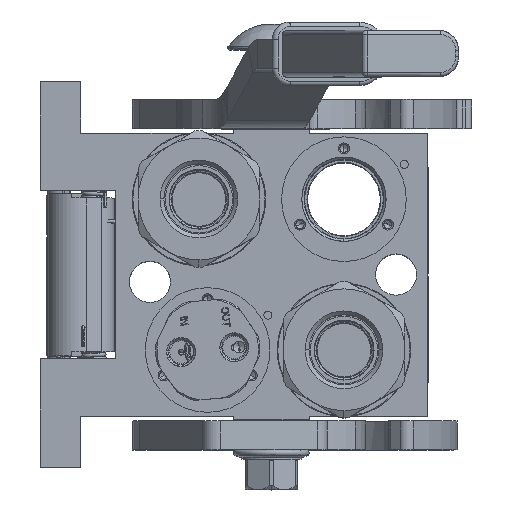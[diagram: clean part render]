
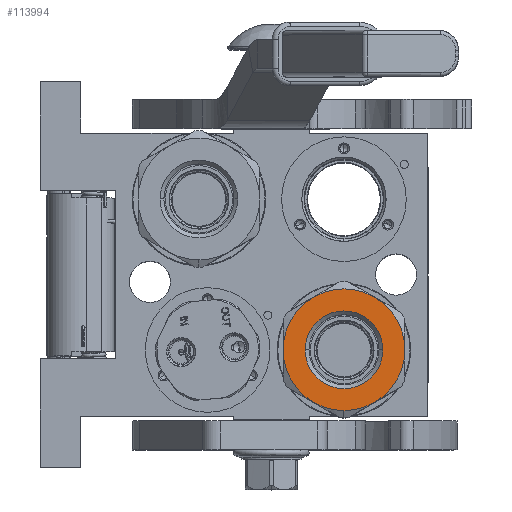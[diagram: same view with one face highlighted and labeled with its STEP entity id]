
A CAD part, top view. The second image highlights one B-rep face of the part: STEP entity #113994.
In plain terms, the highlighted face is planar.
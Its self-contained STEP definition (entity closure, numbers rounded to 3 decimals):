
#692 = ORIENTED_EDGE ( 'NONE', *, *, #42040, .T. ) ;
#876 = VERTEX_POINT ( 'NONE', #38650 ) ;
#1181 = VERTEX_POINT ( 'NONE', #149737 ) ;
#2273 = EDGE_CURVE ( 'NONE', #110194, #103563, #26267, .T. ) ;
#4274 = EDGE_CURVE ( 'NONE', #142057, #57487, #147238, .T. ) ;
#4738 = CARTESIAN_POINT ( 'NONE',  ( 100.6, 0., 0. ) ) ;
#6906 = CIRCLE ( 'NONE', #91594, 13.4 ) ;
#7046 = AXIS2_PLACEMENT_3D ( 'NONE', #10741, #45314, #106498 ) ;
#7162 = CARTESIAN_POINT ( 'NONE',  ( 100.6, -10.5, -18.187 ) ) ;
#8365 = CARTESIAN_POINT ( 'NONE',  ( 100.6, -21., 0. ) ) ;
#8918 = DIRECTION ( 'NONE',  ( 0., 0.5, 0.866 ) ) ;
#10741 = CARTESIAN_POINT ( 'NONE',  ( 100.6, 0., 0. ) ) ;
#13780 = FACE_BOUND ( 'NONE', #59853, .T. ) ;
#19056 = DIRECTION ( 'NONE',  ( 0., -0.5, -0.866 ) ) ;
#19471 = EDGE_CURVE ( 'NONE', #142057, #876, #47208, .T. ) ;
#19775 = ORIENTED_EDGE ( 'NONE', *, *, #34322, .T. ) ;
#20118 = DIRECTION ( 'NONE',  ( 0., -1., 0. ) ) ;
#21700 = DIRECTION ( 'NONE',  ( -1., 0., 0. ) ) ;
#21835 = EDGE_CURVE ( 'NONE', #134902, #86549, #135694, .T. ) ;
#24365 = DIRECTION ( 'NONE',  ( -1., 0., 0. ) ) ;
#26267 = CIRCLE ( 'NONE', #46399, 21. ) ;
#32539 = FACE_OUTER_BOUND ( 'NONE', #54361, .T. ) ;
#33680 = DIRECTION ( 'NONE',  ( 0., 0., 1. ) ) ;
#34322 = EDGE_CURVE ( 'NONE', #103569, #1181, #6906, .T. ) ;
#38139 = ORIENTED_EDGE ( 'NONE', *, *, #105715, .T. ) ;
#38650 = CARTESIAN_POINT ( 'NONE',  ( 100.6, 0., 21. ) ) ;
#39268 = CARTESIAN_POINT ( 'NONE',  ( 100.6, 10.5, -18.187 ) ) ;
#42040 = EDGE_CURVE ( 'NONE', #1181, #103569, #50607, .T. ) ;
#43179 = CARTESIAN_POINT ( 'NONE',  ( 100.6, 0., 0. ) ) ;
#45314 = DIRECTION ( 'NONE',  ( -1., 0., 0. ) ) ;
#46399 = AXIS2_PLACEMENT_3D ( 'NONE', #124494, #88559, #147933 ) ;
#47208 = CIRCLE ( 'NONE', #65930, 21. ) ;
#47251 = ORIENTED_EDGE ( 'NONE', *, *, #2273, .T. ) ;
#49784 = AXIS2_PLACEMENT_3D ( 'NONE', #116732, #93308, #33680 ) ;
#50607 = CIRCLE ( 'NONE', #7046, 13.4 ) ;
#52910 = ORIENTED_EDGE ( 'NONE', *, *, #4274, .F. ) ;
#53901 = DIRECTION ( 'NONE',  ( -1., 0., 0. ) ) ;
#54361 = EDGE_LOOP ( 'NONE', ( #47251, #38139, #129642, #148264, #52910, #55389, #84562 ) ) ;
#54696 = AXIS2_PLACEMENT_3D ( 'NONE', #143365, #24365, #107984 ) ;
#55389 = ORIENTED_EDGE ( 'NONE', *, *, #19471, .T. ) ;
#57487 = VERTEX_POINT ( 'NONE', #124402 ) ;
#59853 = EDGE_LOOP ( 'NONE', ( #19775, #692 ) ) ;
#65742 = DIRECTION ( 'NONE',  ( 1., 0., 0. ) ) ;
#65930 = AXIS2_PLACEMENT_3D ( 'NONE', #72664, #145084, #84695 ) ;
#72664 = CARTESIAN_POINT ( 'NONE',  ( 100.6, 0., 0. ) ) ;
#80322 = CARTESIAN_POINT ( 'NONE',  ( 100.6, 0., 0. ) ) ;
#80660 = DIRECTION ( 'NONE',  ( 1., 0., 0. ) ) ;
#83361 = CIRCLE ( 'NONE', #109886, 21. ) ;
#83979 = EDGE_CURVE ( 'NONE', #876, #110194, #83361, .T. ) ;
#84562 = ORIENTED_EDGE ( 'NONE', *, *, #83979, .T. ) ;
#84695 = DIRECTION ( 'NONE',  ( 0., 0.5, 0.866 ) ) ;
#86549 = VERTEX_POINT ( 'NONE', #39268 ) ;
#88559 = DIRECTION ( 'NONE',  ( 1., 0., 0. ) ) ;
#91594 = AXIS2_PLACEMENT_3D ( 'NONE', #80322, #21700, #20118 ) ;
#93308 = DIRECTION ( 'NONE',  ( -1., 0., 0. ) ) ;
#97868 = AXIS2_PLACEMENT_3D ( 'NONE', #43179, #65742, #103814 ) ;
#102942 = CARTESIAN_POINT ( 'NONE',  ( 100.6, -10.5, 18.187 ) ) ;
#103563 = VERTEX_POINT ( 'NONE', #8365 ) ;
#103569 = VERTEX_POINT ( 'NONE', #129104 ) ;
#103814 = DIRECTION ( 'NONE',  ( 0., -1., 0. ) ) ;
#105715 = EDGE_CURVE ( 'NONE', #103563, #134902, #124183, .T. ) ;
#106498 = DIRECTION ( 'NONE',  ( 0., 1., 0. ) ) ;
#106677 = EDGE_CURVE ( 'NONE', #57487, #86549, #121862, .T. ) ;
#107984 = DIRECTION ( 'NONE',  ( 0., 0.5, 0.866 ) ) ;
#109886 = AXIS2_PLACEMENT_3D ( 'NONE', #151993, #80660, #8918 ) ;
#110194 = VERTEX_POINT ( 'NONE', #102942 ) ;
#112444 = DIRECTION ( 'NONE',  ( 0., 1., 0. ) ) ;
#113994 = ADVANCED_FACE ( 'NONE', ( #32539, #13780 ), #117765, .F. ) ;
#116732 = CARTESIAN_POINT ( 'NONE',  ( 100.6, 0., 0. ) ) ;
#117765 = PLANE ( 'NONE',  #49784 ) ;
#121862 = CIRCLE ( 'NONE', #134807, 21. ) ;
#124183 = CIRCLE ( 'NONE', #97868, 21. ) ;
#124402 = CARTESIAN_POINT ( 'NONE',  ( 100.6, 21., 0. ) ) ;
#124494 = CARTESIAN_POINT ( 'NONE',  ( 100.6, 0., 0. ) ) ;
#126169 = DIRECTION ( 'NONE',  ( 1., 0., 0. ) ) ;
#129104 = CARTESIAN_POINT ( 'NONE',  ( 100.6, -13.4, 0. ) ) ;
#129642 = ORIENTED_EDGE ( 'NONE', *, *, #21835, .T. ) ;
#134807 = AXIS2_PLACEMENT_3D ( 'NONE', #4738, #53901, #112444 ) ;
#134902 = VERTEX_POINT ( 'NONE', #7162 ) ;
#135459 = CARTESIAN_POINT ( 'NONE',  ( 100.6, 10.5, 18.187 ) ) ;
#135694 = CIRCLE ( 'NONE', #138095, 21. ) ;
#138095 = AXIS2_PLACEMENT_3D ( 'NONE', #149582, #126169, #19056 ) ;
#142057 = VERTEX_POINT ( 'NONE', #135459 ) ;
#143365 = CARTESIAN_POINT ( 'NONE',  ( 100.6, 0., 0. ) ) ;
#145084 = DIRECTION ( 'NONE',  ( 1., 0., 0. ) ) ;
#147238 = CIRCLE ( 'NONE', #54696, 21. ) ;
#147933 = DIRECTION ( 'NONE',  ( 0., -0.5, 0.866 ) ) ;
#148264 = ORIENTED_EDGE ( 'NONE', *, *, #106677, .F. ) ;
#149582 = CARTESIAN_POINT ( 'NONE',  ( 100.6, 0., 0. ) ) ;
#149737 = CARTESIAN_POINT ( 'NONE',  ( 100.6, 13.4, 0. ) ) ;
#151993 = CARTESIAN_POINT ( 'NONE',  ( 100.6, 0., 0. ) ) ;
